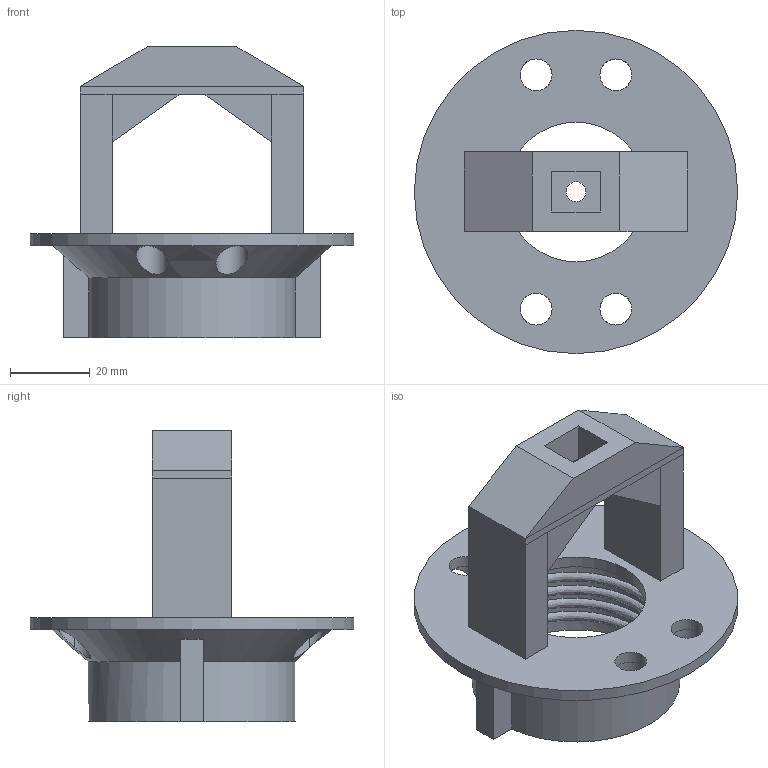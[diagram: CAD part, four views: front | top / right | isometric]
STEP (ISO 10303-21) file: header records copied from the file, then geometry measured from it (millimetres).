
FILE_DESCRIPTION(('FreeCAD Model'),'2;1');
FILE_NAME('Open CASCADE Shape Model','2025-01-24T17:17:40',('Author'),( ''),'Open CASCADE STEP processor 7.7','FreeCAD','Unknown');
FILE_SCHEMA(('AUTOMOTIVE_DESIGN { 1 0 10303 214 1 1 1 1 }'));
Length unit declared in the file: millimetre
Products named in the file (1): Fusion
Bounding box: 81 x 81 x 73 mm (x, y, z)
Volume: 56519.3 mm3; surface area: 24522.5 mm2
Topology: 1 solids, 1 shells, 69 faces, 170 edges, 102 vertices
Faces by surface type: plane 41, cylinder 22, bspline 5, cone 1
Full cylindrical faces by diameter (mm): 5 x1, 8 x4, 35 x1, 45.3 x5, 81 x1
Entity records: 4493 total; most frequent: CARTESIAN_POINT 2899, ORIENTED_EDGE 340, DIRECTION 303, EDGE_CURVE 170, VERTEX_POINT 102, AXIS2_PLACEMENT_3D 101, LINE 101, VECTOR 101
